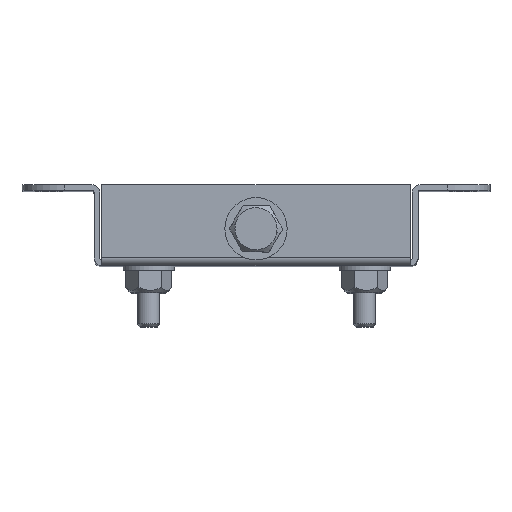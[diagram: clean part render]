
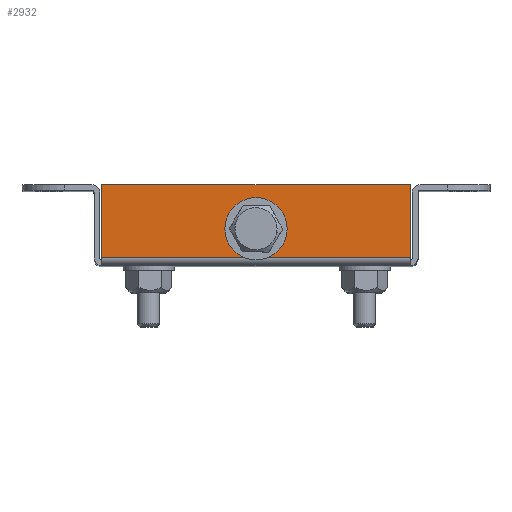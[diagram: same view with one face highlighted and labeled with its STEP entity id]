
A CAD part, top view. The second image highlights one B-rep face of the part: STEP entity #2932.
In plain terms, the highlighted planar face has unit normal (0, 0, 1).
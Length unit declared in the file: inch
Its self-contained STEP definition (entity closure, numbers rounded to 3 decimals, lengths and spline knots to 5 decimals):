
#328 = DIRECTION ( 'NONE',  ( 0., 0., 1. ) ) ;
#1315 = DIRECTION ( 'NONE',  ( 0., 0., -1. ) ) ;
#1457 = VERTEX_POINT ( 'NONE', #3037 ) ;
#1560 = CARTESIAN_POINT ( 'NONE',  ( -2.20753, 0.78359, 10.625 ) ) ;
#1780 = ORIENTED_EDGE ( 'NONE', *, *, #6921, .T. ) ;
#2039 = DIRECTION ( 'NONE',  ( 0., 0., -1. ) ) ;
#2862 = VERTEX_POINT ( 'NONE', #1560 ) ;
#2932 = ADVANCED_FACE ( 'NONE', ( #11853, #11450 ), #3913, .T. ) ;
#3037 = CARTESIAN_POINT ( 'NONE',  ( 2.07856, 0.78359, 10.625 ) ) ;
#3259 = VECTOR ( 'NONE', #12919, 39.37008 ) ;
#3479 = CARTESIAN_POINT ( 'NONE',  ( 0.17174, 0.17036, 10.625 ) ) ;
#3888 = CARTESIAN_POINT ( 'NONE',  ( -0.3007, 0.17036, 10.625 ) ) ;
#3913 = PLANE ( 'NONE',  #15952 ) ;
#5076 = DIRECTION ( 'NONE',  ( 0., 1., 0. ) ) ;
#5572 = CIRCLE ( 'NONE', #10687, 0.23622 ) ;
#5823 = VERTEX_POINT ( 'NONE', #14820 ) ;
#6004 = EDGE_CURVE ( 'NONE', #12699, #2862, #9736, .T. ) ;
#6311 = CARTESIAN_POINT ( 'NONE',  ( -0.06448, 0.17036, 10.625 ) ) ;
#6446 = CARTESIAN_POINT ( 'NONE',  ( 2.07856, -0.26346, 10.625 ) ) ;
#6921 = EDGE_CURVE ( 'NONE', #9365, #8555, #5572, .T. ) ;
#7741 = EDGE_LOOP ( 'NONE', ( #1780, #14701 ) ) ;
#7793 = LINE ( 'NONE', #11786, #3259 ) ;
#8507 = CIRCLE ( 'NONE', #11033, 0.23622 ) ;
#8555 = VERTEX_POINT ( 'NONE', #3888 ) ;
#8917 = LINE ( 'NONE', #15182, #10689 ) ;
#9097 = EDGE_CURVE ( 'NONE', #1457, #5823, #7793, .T. ) ;
#9365 = VERTEX_POINT ( 'NONE', #3479 ) ;
#9736 = LINE ( 'NONE', #10029, #15926 ) ;
#10029 = CARTESIAN_POINT ( 'NONE',  ( -2.20753, 0.78359, 10.625 ) ) ;
#10033 = EDGE_CURVE ( 'NONE', #8555, #9365, #8507, .T. ) ;
#10105 = DIRECTION ( 'NONE',  ( 1., 0., 0. ) ) ;
#10687 = AXIS2_PLACEMENT_3D ( 'NONE', #6311, #1315, #10105 ) ;
#10689 = VECTOR ( 'NONE', #15011, 39.37008 ) ;
#10915 = EDGE_LOOP ( 'NONE', ( #13239, #15879, #12698, #11302 ) ) ;
#10918 = EDGE_CURVE ( 'NONE', #2862, #1457, #13974, .T. ) ;
#11033 = AXIS2_PLACEMENT_3D ( 'NONE', #14451, #2039, #15718 ) ;
#11302 = ORIENTED_EDGE ( 'NONE', *, *, #11976, .F. ) ;
#11450 = FACE_BOUND ( 'NONE', #7741, .T. ) ;
#11786 = CARTESIAN_POINT ( 'NONE',  ( 2.07856, -0.26346, 10.625 ) ) ;
#11853 = FACE_OUTER_BOUND ( 'NONE', #10915, .T. ) ;
#11976 = EDGE_CURVE ( 'NONE', #5823, #12699, #8917, .T. ) ;
#12698 = ORIENTED_EDGE ( 'NONE', *, *, #6004, .F. ) ;
#12699 = VERTEX_POINT ( 'NONE', #15207 ) ;
#12844 = DIRECTION ( 'NONE',  ( 0., -1., 0. ) ) ;
#12919 = DIRECTION ( 'NONE',  ( 0., -1., 0. ) ) ;
#13239 = ORIENTED_EDGE ( 'NONE', *, *, #9097, .F. ) ;
#13974 = LINE ( 'NONE', #15871, #14376 ) ;
#14376 = VECTOR ( 'NONE', #15932, 39.37008 ) ;
#14451 = CARTESIAN_POINT ( 'NONE',  ( -0.06448, 0.17036, 10.625 ) ) ;
#14701 = ORIENTED_EDGE ( 'NONE', *, *, #10033, .T. ) ;
#14820 = CARTESIAN_POINT ( 'NONE',  ( 2.07856, -0.23446, 10.625 ) ) ;
#15011 = DIRECTION ( 'NONE',  ( -1., 0., 0. ) ) ;
#15182 = CARTESIAN_POINT ( 'NONE',  ( 2.07856, -0.23446, 10.625 ) ) ;
#15207 = CARTESIAN_POINT ( 'NONE',  ( -2.20753, -0.23446, 10.625 ) ) ;
#15718 = DIRECTION ( 'NONE',  ( 1., 0., 0. ) ) ;
#15871 = CARTESIAN_POINT ( 'NONE',  ( 2.07856, 0.78359, 10.625 ) ) ;
#15879 = ORIENTED_EDGE ( 'NONE', *, *, #10918, .F. ) ;
#15926 = VECTOR ( 'NONE', #5076, 39.37008 ) ;
#15932 = DIRECTION ( 'NONE',  ( 1., 0., 0. ) ) ;
#15952 = AXIS2_PLACEMENT_3D ( 'NONE', #6446, #328, #12844 ) ;
